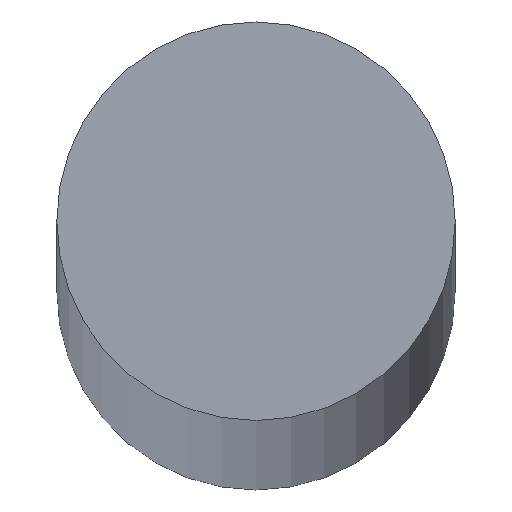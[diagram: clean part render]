
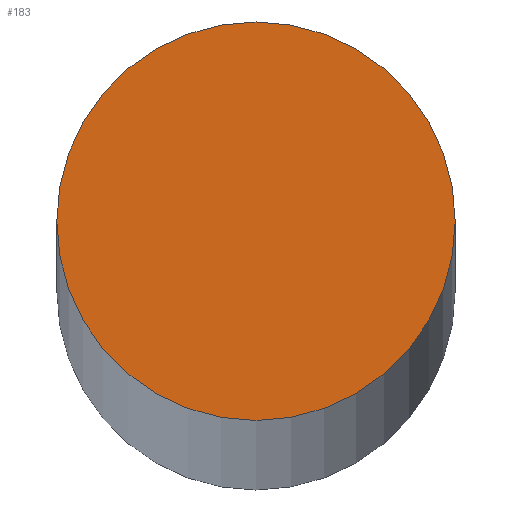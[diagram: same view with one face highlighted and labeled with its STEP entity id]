
A CAD part, top view. The second image highlights one B-rep face of the part: STEP entity #183.
In plain terms, the highlighted planar face has unit normal (0, 0, 1).
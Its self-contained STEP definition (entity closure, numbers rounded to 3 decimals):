
#6 = CARTESIAN_POINT ( 'NONE',  ( 0., 0., 500. ) ) ;
#8 = CARTESIAN_POINT ( 'NONE',  ( -2.5, 0., 500. ) ) ;
#29 = VERTEX_POINT ( 'NONE', #8 ) ;
#31 = EDGE_LOOP ( 'NONE', ( #185, #113 ) ) ;
#52 = EDGE_CURVE ( 'NONE', #124, #29, #190, .T. ) ;
#54 = DIRECTION ( 'NONE',  ( 1., 0., 0. ) ) ;
#59 = DIRECTION ( 'NONE',  ( 1., 0., 0. ) ) ;
#67 = AXIS2_PLACEMENT_3D ( 'NONE', #154, #80, #59 ) ;
#71 = DIRECTION ( 'NONE',  ( 0., 0., 1. ) ) ;
#79 = DIRECTION ( 'NONE',  ( 0., 0., 1. ) ) ;
#80 = DIRECTION ( 'NONE',  ( 0., 0., 1. ) ) ;
#81 = DIRECTION ( 'NONE',  ( 1., 0., 0. ) ) ;
#103 = AXIS2_PLACEMENT_3D ( 'NONE', #130, #71, #54 ) ;
#113 = ORIENTED_EDGE ( 'NONE', *, *, #52, .T. ) ;
#122 = EDGE_CURVE ( 'NONE', #29, #124, #167, .T. ) ;
#124 = VERTEX_POINT ( 'NONE', #196 ) ;
#130 = CARTESIAN_POINT ( 'NONE',  ( 0., 0., 500. ) ) ;
#144 = FACE_OUTER_BOUND ( 'NONE', #31, .T. ) ;
#154 = CARTESIAN_POINT ( 'NONE',  ( 0., 0., 500. ) ) ;
#167 = CIRCLE ( 'NONE', #103, 2.5 ) ;
#170 = PLANE ( 'NONE',  #188 ) ;
#183 = ADVANCED_FACE ( 'NONE', ( #144 ), #170, .T. ) ;
#185 = ORIENTED_EDGE ( 'NONE', *, *, #122, .T. ) ;
#188 = AXIS2_PLACEMENT_3D ( 'NONE', #6, #79, #81 ) ;
#190 = CIRCLE ( 'NONE', #67, 2.5 ) ;
#196 = CARTESIAN_POINT ( 'NONE',  ( 2.5, 0., 500. ) ) ;
